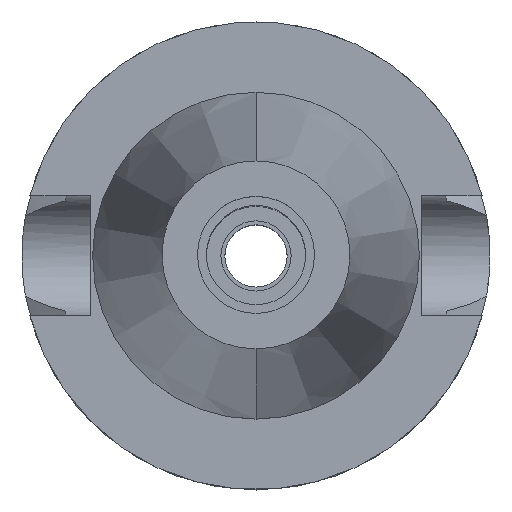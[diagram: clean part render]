
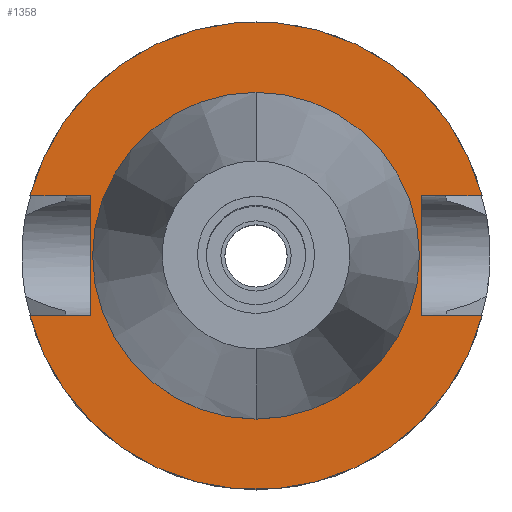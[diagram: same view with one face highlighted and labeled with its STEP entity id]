
A CAD part, top view. The second image highlights one B-rep face of the part: STEP entity #1358.
In plain terms, the highlighted planar face has unit normal (0, 0, 1).
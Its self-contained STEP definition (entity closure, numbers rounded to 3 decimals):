
#6 = VERTEX_POINT ( 'NONE', #1604 ) ;
#43 = EDGE_CURVE ( 'NONE', #787, #1720, #1403, .T. ) ;
#79 = VECTOR ( 'NONE', #2590, 1000. ) ;
#81 = CARTESIAN_POINT ( 'NONE',  ( -35.4, -12.85, -1.5 ) ) ;
#99 = ORIENTED_EDGE ( 'NONE', *, *, #2822, .F. ) ;
#143 = AXIS2_PLACEMENT_3D ( 'NONE', #966, #2428, #2210 ) ;
#243 = CARTESIAN_POINT ( 'NONE',  ( -48.321, -12.85, -1.5 ) ) ;
#287 = EDGE_CURVE ( 'NONE', #1720, #1796, #1549, .T. ) ;
#298 = CARTESIAN_POINT ( 'NONE',  ( 48.321, -12.85, -1.5 ) ) ;
#339 = PLANE ( 'NONE',  #560 ) ;
#352 = EDGE_CURVE ( 'NONE', #2588, #553, #2063, .T. ) ;
#354 = LINE ( 'NONE', #1619, #79 ) ;
#395 = FACE_BOUND ( 'NONE', #1500, .T. ) ;
#432 = VERTEX_POINT ( 'NONE', #2544 ) ;
#495 = CARTESIAN_POINT ( 'NONE',  ( 35.4, 12.85, -1.5 ) ) ;
#513 = VERTEX_POINT ( 'NONE', #2824 ) ;
#528 = ORIENTED_EDGE ( 'NONE', *, *, #2092, .F. ) ;
#533 = VERTEX_POINT ( 'NONE', #1452 ) ;
#553 = VERTEX_POINT ( 'NONE', #1871 ) ;
#560 = AXIS2_PLACEMENT_3D ( 'NONE', #2306, #2345, #2578 ) ;
#564 = LINE ( 'NONE', #1009, #1479 ) ;
#624 = DIRECTION ( 'NONE',  ( 0., 0., 1. ) ) ;
#705 = AXIS2_PLACEMENT_3D ( 'NONE', #2254, #624, #2539 ) ;
#727 = DIRECTION ( 'NONE',  ( -1., 0., 0. ) ) ;
#743 = LINE ( 'NONE', #1729, #1423 ) ;
#758 = AXIS2_PLACEMENT_3D ( 'NONE', #2325, #1538, #1571 ) ;
#787 = VERTEX_POINT ( 'NONE', #1610 ) ;
#818 = FACE_OUTER_BOUND ( 'NONE', #2541, .T. ) ;
#873 = VERTEX_POINT ( 'NONE', #2793 ) ;
#949 = CARTESIAN_POINT ( 'NONE',  ( 35.4, -12.85, -1.5 ) ) ;
#966 = CARTESIAN_POINT ( 'NONE',  ( 0., 0., -1.5 ) ) ;
#1009 = CARTESIAN_POINT ( 'NONE',  ( -35.4, 12.85, -1.5 ) ) ;
#1059 = ORIENTED_EDGE ( 'NONE', *, *, #1494, .T. ) ;
#1084 = CARTESIAN_POINT ( 'NONE',  ( 0., 0., -1.5 ) ) ;
#1132 = VECTOR ( 'NONE', #1153, 1000. ) ;
#1137 = ORIENTED_EDGE ( 'NONE', *, *, #1183, .F. ) ;
#1153 = DIRECTION ( 'NONE',  ( 1., 0., 0. ) ) ;
#1183 = EDGE_CURVE ( 'NONE', #533, #2588, #564, .T. ) ;
#1222 = VECTOR ( 'NONE', #2066, 1000. ) ;
#1271 = DIRECTION ( 'NONE',  ( 1., 0., 0. ) ) ;
#1320 = EDGE_CURVE ( 'NONE', #513, #553, #743, .T. ) ;
#1321 = EDGE_CURVE ( 'NONE', #432, #873, #2949, .T. ) ;
#1353 = DIRECTION ( 'NONE',  ( 0., 0., 1. ) ) ;
#1358 = ADVANCED_FACE ( 'NONE', ( #818, #395 ), #339, .F. ) ;
#1403 = LINE ( 'NONE', #949, #1132 ) ;
#1423 = VECTOR ( 'NONE', #1271, 1000. ) ;
#1448 = EDGE_CURVE ( 'NONE', #873, #432, #2359, .T. ) ;
#1452 = CARTESIAN_POINT ( 'NONE',  ( -35.4, 12.85, -1.5 ) ) ;
#1475 = ORIENTED_EDGE ( 'NONE', *, *, #1320, .T. ) ;
#1479 = VECTOR ( 'NONE', #727, 1000. ) ;
#1494 = EDGE_CURVE ( 'NONE', #6, #1796, #354, .T. ) ;
#1500 = EDGE_LOOP ( 'NONE', ( #2729, #2014 ) ) ;
#1538 = DIRECTION ( 'NONE',  ( 0., 0., -1. ) ) ;
#1549 = CIRCLE ( 'NONE', #143, 50. ) ;
#1571 = DIRECTION ( 'NONE',  ( 0., 1., 0. ) ) ;
#1604 = CARTESIAN_POINT ( 'NONE',  ( -35.4, -12.85, -1.5 ) ) ;
#1610 = CARTESIAN_POINT ( 'NONE',  ( 35.4, -12.85, -1.5 ) ) ;
#1619 = CARTESIAN_POINT ( 'NONE',  ( -35.4, -12.85, -1.5 ) ) ;
#1720 = VERTEX_POINT ( 'NONE', #298 ) ;
#1729 = CARTESIAN_POINT ( 'NONE',  ( 35.4, 12.85, -1.5 ) ) ;
#1744 = ORIENTED_EDGE ( 'NONE', *, *, #43, .F. ) ;
#1748 = ORIENTED_EDGE ( 'NONE', *, *, #352, .F. ) ;
#1796 = VERTEX_POINT ( 'NONE', #243 ) ;
#1871 = CARTESIAN_POINT ( 'NONE',  ( 48.321, 12.85, -1.5 ) ) ;
#1966 = DIRECTION ( 'NONE',  ( 0., -1., 0. ) ) ;
#2014 = ORIENTED_EDGE ( 'NONE', *, *, #1321, .F. ) ;
#2022 = ORIENTED_EDGE ( 'NONE', *, *, #287, .F. ) ;
#2063 = CIRCLE ( 'NONE', #758, 50. ) ;
#2066 = DIRECTION ( 'NONE',  ( 0., 1., 0. ) ) ;
#2092 = EDGE_CURVE ( 'NONE', #513, #787, #2162, .T. ) ;
#2162 = LINE ( 'NONE', #495, #2392 ) ;
#2202 = AXIS2_PLACEMENT_3D ( 'NONE', #1084, #1353, #2334 ) ;
#2210 = DIRECTION ( 'NONE',  ( 0., -1., 0. ) ) ;
#2254 = CARTESIAN_POINT ( 'NONE',  ( 0., 0., -1.5 ) ) ;
#2306 = CARTESIAN_POINT ( 'NONE',  ( 0., 0., -1.5 ) ) ;
#2307 = LINE ( 'NONE', #81, #1222 ) ;
#2325 = CARTESIAN_POINT ( 'NONE',  ( 0., 0., -1.5 ) ) ;
#2334 = DIRECTION ( 'NONE',  ( 0., 1., 0. ) ) ;
#2345 = DIRECTION ( 'NONE',  ( 0., 0., -1. ) ) ;
#2359 = CIRCLE ( 'NONE', #2202, 34.925 ) ;
#2392 = VECTOR ( 'NONE', #1966, 1000. ) ;
#2428 = DIRECTION ( 'NONE',  ( 0., 0., -1. ) ) ;
#2539 = DIRECTION ( 'NONE',  ( 0., -1., 0. ) ) ;
#2541 = EDGE_LOOP ( 'NONE', ( #1059, #2022, #1744, #528, #1475, #1748, #1137, #99 ) ) ;
#2544 = CARTESIAN_POINT ( 'NONE',  ( 0., -34.925, -1.5 ) ) ;
#2578 = DIRECTION ( 'NONE',  ( 0., -1., 0. ) ) ;
#2588 = VERTEX_POINT ( 'NONE', #2920 ) ;
#2590 = DIRECTION ( 'NONE',  ( -1., 0., 0. ) ) ;
#2729 = ORIENTED_EDGE ( 'NONE', *, *, #1448, .F. ) ;
#2793 = CARTESIAN_POINT ( 'NONE',  ( 0., 34.925, -1.5 ) ) ;
#2822 = EDGE_CURVE ( 'NONE', #6, #533, #2307, .T. ) ;
#2824 = CARTESIAN_POINT ( 'NONE',  ( 35.4, 12.85, -1.5 ) ) ;
#2920 = CARTESIAN_POINT ( 'NONE',  ( -48.321, 12.85, -1.5 ) ) ;
#2949 = CIRCLE ( 'NONE', #705, 34.925 ) ;
